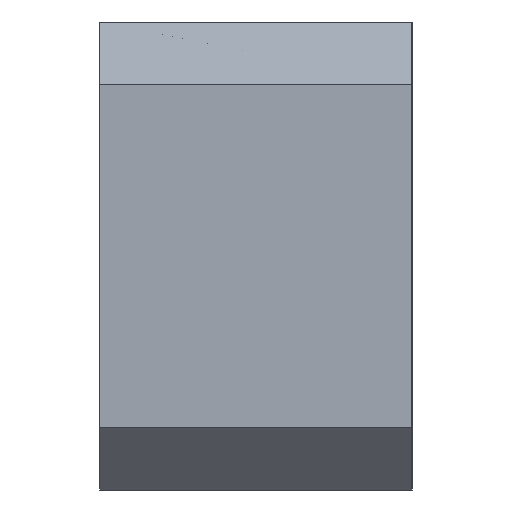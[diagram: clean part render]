
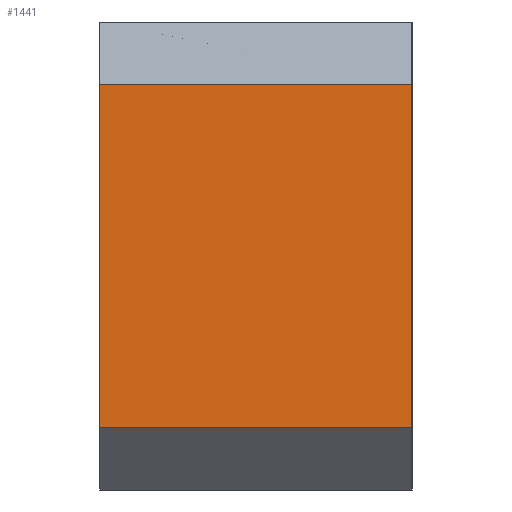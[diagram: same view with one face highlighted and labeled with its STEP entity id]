
A CAD part, left-side view. The second image highlights one B-rep face of the part: STEP entity #1441.
In plain terms, the highlighted planar face has unit normal (-1, 0, 0).
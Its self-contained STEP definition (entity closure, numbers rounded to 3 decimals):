
#214=FACE_OUTER_BOUND('',#296,.T.);
#296=EDGE_LOOP('',(#1273,#1274,#1275,#1276));
#400=LINE('',#2760,#527);
#411=LINE('',#2788,#538);
#414=LINE('',#2794,#541);
#419=LINE('',#2805,#546);
#527=VECTOR('',#1633,10.);
#538=VECTOR('',#1656,10.);
#541=VECTOR('',#1661,10.);
#546=VECTOR('',#1670,10.);
#675=VERTEX_POINT('',#2746);
#681=VERTEX_POINT('',#2758);
#692=VERTEX_POINT('',#2787);
#694=VERTEX_POINT('',#2793);
#878=EDGE_CURVE('',#681,#675,#400,.T.);
#891=EDGE_CURVE('',#675,#692,#411,.T.);
#894=EDGE_CURVE('',#694,#692,#414,.T.);
#900=EDGE_CURVE('',#694,#681,#419,.T.);
#1273=ORIENTED_EDGE('',*,*,#891,.F.);
#1274=ORIENTED_EDGE('',*,*,#878,.F.);
#1275=ORIENTED_EDGE('',*,*,#900,.F.);
#1276=ORIENTED_EDGE('',*,*,#894,.T.);
#1367=PLANE('',#1493);
#1441=ADVANCED_FACE('',(#214),#1367,.T.);
#1493=AXIS2_PLACEMENT_3D('',#2804,#1668,#1669);
#1633=DIRECTION('',(0.,0.,1.));
#1656=DIRECTION('',(0.,-1.,0.));
#1661=DIRECTION('',(0.,0.,1.));
#1668=DIRECTION('center_axis',(-1.,0.,0.));
#1669=DIRECTION('ref_axis',(0.,0.,1.));
#1670=DIRECTION('',(0.,1.,0.));
#2746=CARTESIAN_POINT('',(-13.,4.,2.2));
#2758=CARTESIAN_POINT('',(-13.,4.,-2.2));
#2760=CARTESIAN_POINT('',(-13.,4.,-3.));
#2787=CARTESIAN_POINT('',(-13.,0.,2.2));
#2788=CARTESIAN_POINT('',(-13.,0.,2.2));
#2793=CARTESIAN_POINT('',(-13.,0.,-2.2));
#2794=CARTESIAN_POINT('',(-13.,0.,-3.));
#2804=CARTESIAN_POINT('Origin',(-13.,0.,-3.));
#2805=CARTESIAN_POINT('',(-13.,0.,-2.2));
